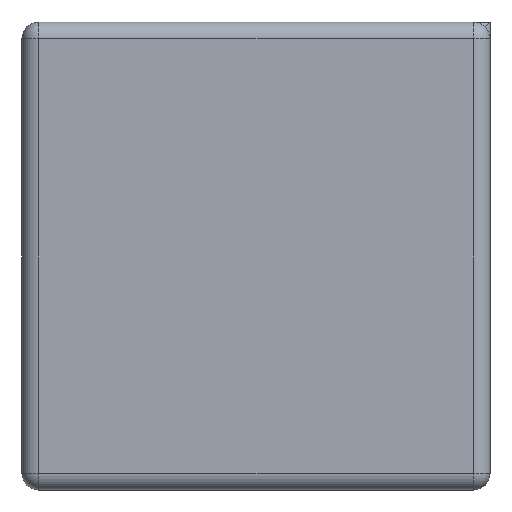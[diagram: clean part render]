
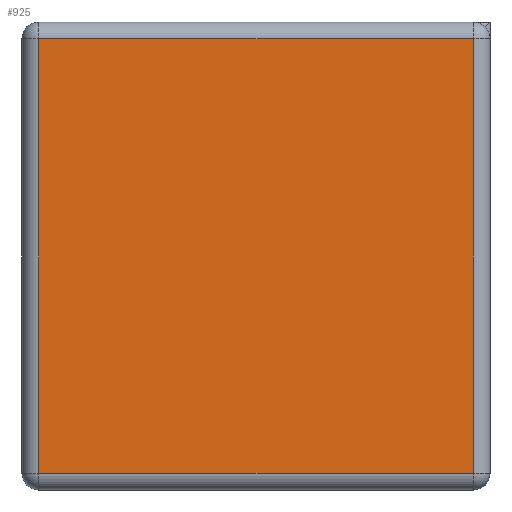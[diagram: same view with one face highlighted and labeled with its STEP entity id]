
A CAD part, left-side view. The second image highlights one B-rep face of the part: STEP entity #925.
In plain terms, the highlighted planar face has unit normal (-1, 0, 0).
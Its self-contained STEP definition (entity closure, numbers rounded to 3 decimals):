
#48=PLANE('',#1061);
#111=LINE('',#1610,#182);
#112=LINE('',#1618,#183);
#115=LINE('',#1627,#186);
#116=LINE('',#1629,#187);
#182=VECTOR('',#1326,10.);
#183=VECTOR('',#1337,10.);
#186=VECTOR('',#1350,10.);
#187=VECTOR('',#1353,10.);
#276=FACE_OUTER_BOUND('',#339,.T.);
#339=EDGE_LOOP('',(#825,#826,#827,#828));
#469=VERTEX_POINT('',#1596);
#471=VERTEX_POINT('',#1605);
#472=VERTEX_POINT('',#1612);
#474=VERTEX_POINT('',#1623);
#585=EDGE_CURVE('',#469,#471,#111,.T.);
#589=EDGE_CURVE('',#472,#469,#112,.T.);
#594=EDGE_CURVE('',#474,#472,#115,.T.);
#595=EDGE_CURVE('',#471,#474,#116,.T.);
#825=ORIENTED_EDGE('',*,*,#585,.F.);
#826=ORIENTED_EDGE('',*,*,#589,.F.);
#827=ORIENTED_EDGE('',*,*,#594,.F.);
#828=ORIENTED_EDGE('',*,*,#595,.F.);
#925=ADVANCED_FACE('',(#276),#48,.T.);
#1061=AXIS2_PLACEMENT_3D('',#1633,#1360,#1361);
#1326=DIRECTION('',(0.,0.,1.));
#1337=DIRECTION('',(0.,1.,0.));
#1350=DIRECTION('',(0.,0.,-1.));
#1353=DIRECTION('',(0.,-1.,0.));
#1360=DIRECTION('center_axis',(-1.,0.,0.));
#1361=DIRECTION('ref_axis',(0.,-1.,0.));
#1596=CARTESIAN_POINT('',(-1.6,1.16,0.09));
#1605=CARTESIAN_POINT('',(-1.6,1.16,2.41));
#1610=CARTESIAN_POINT('',(-1.6,1.16,0.));
#1612=CARTESIAN_POINT('',(-1.6,-1.16,0.09));
#1618=CARTESIAN_POINT('',(-1.6,0.625,0.09));
#1623=CARTESIAN_POINT('',(-1.6,-1.16,2.41));
#1627=CARTESIAN_POINT('',(-1.6,-1.16,0.));
#1629=CARTESIAN_POINT('',(-1.6,0.625,2.41));
#1633=CARTESIAN_POINT('Origin',(-1.6,1.25,0.));
